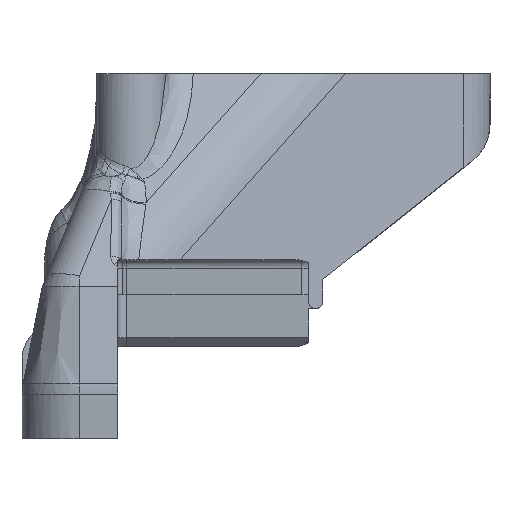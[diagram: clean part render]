
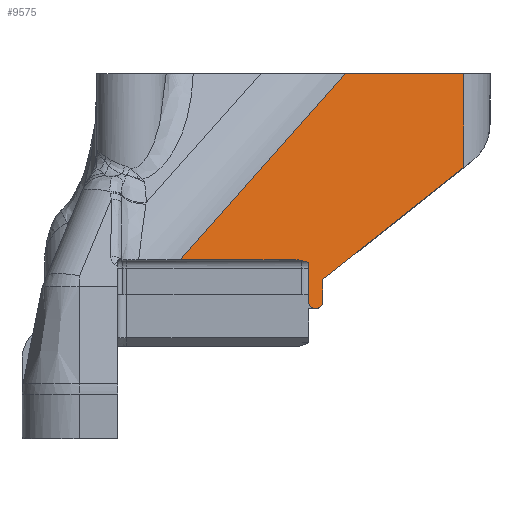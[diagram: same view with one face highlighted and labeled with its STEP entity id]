
A CAD part, left-side view. The second image highlights one B-rep face of the part: STEP entity #9575.
In plain terms, the highlighted planar face has unit normal (-0.851, -0.526, 0).
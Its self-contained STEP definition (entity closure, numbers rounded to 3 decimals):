
#278=B_SPLINE_CURVE_WITH_KNOTS('',3,(#13123,#13124,#13125,#13126),
 .UNSPECIFIED.,.F.,.F.,(4,4),(0.712,0.803),
 .UNSPECIFIED.);
#445=ELLIPSE('',#10114,1.902,1.);
#446=ELLIPSE('',#10115,0.941,0.8);
#574=FACE_OUTER_BOUND('',#1085,.T.);
#1085=EDGE_LOOP('',(#6386,#6387,#6388,#6389,#6390,#6391,#6392,#6393,#6394,
#6395));
#1898=LINE('',#13114,#2956);
#1899=LINE('',#13117,#2957);
#1900=LINE('',#13119,#2958);
#1901=LINE('',#13128,#2959);
#1902=LINE('',#13132,#2960);
#1903=LINE('',#13134,#2961);
#1904=LINE('',#13135,#2962);
#2956=VECTOR('',#10769,10.);
#2957=VECTOR('',#10772,10.);
#2958=VECTOR('',#10773,10.);
#2959=VECTOR('',#10776,10.);
#2960=VECTOR('',#10779,10.);
#2961=VECTOR('',#10780,10.);
#2962=VECTOR('',#10781,10.);
#4014=VERTEX_POINT('',#13098);
#4018=VERTEX_POINT('',#13112);
#4019=VERTEX_POINT('',#13116);
#4020=VERTEX_POINT('',#13118);
#4021=VERTEX_POINT('',#13120);
#4022=VERTEX_POINT('',#13122);
#4023=VERTEX_POINT('',#13127);
#4024=VERTEX_POINT('',#13129);
#4025=VERTEX_POINT('',#13131);
#4026=VERTEX_POINT('',#13133);
#4949=EDGE_CURVE('',#4018,#4014,#1898,.T.);
#4950=EDGE_CURVE('',#4014,#4019,#1899,.T.);
#4951=EDGE_CURVE('',#4020,#4018,#1900,.T.);
#4952=EDGE_CURVE('',#4020,#4021,#445,.F.);
#4953=EDGE_CURVE('',#4021,#4022,#278,.F.);
#4954=EDGE_CURVE('',#4022,#4023,#1901,.T.);
#4955=EDGE_CURVE('',#4024,#4023,#446,.T.);
#4956=EDGE_CURVE('',#4024,#4025,#1902,.T.);
#4957=EDGE_CURVE('',#4025,#4026,#1903,.T.);
#4958=EDGE_CURVE('',#4026,#4019,#1904,.T.);
#6386=ORIENTED_EDGE('',*,*,#4950,.F.);
#6387=ORIENTED_EDGE('',*,*,#4949,.F.);
#6388=ORIENTED_EDGE('',*,*,#4951,.F.);
#6389=ORIENTED_EDGE('',*,*,#4952,.T.);
#6390=ORIENTED_EDGE('',*,*,#4953,.T.);
#6391=ORIENTED_EDGE('',*,*,#4954,.T.);
#6392=ORIENTED_EDGE('',*,*,#4955,.F.);
#6393=ORIENTED_EDGE('',*,*,#4956,.T.);
#6394=ORIENTED_EDGE('',*,*,#4957,.T.);
#6395=ORIENTED_EDGE('',*,*,#4958,.T.);
#9237=PLANE('',#10113);
#9575=ADVANCED_FACE('',(#574),#9237,.T.);
#10113=AXIS2_PLACEMENT_3D('',#13115,#10770,#10771);
#10114=AXIS2_PLACEMENT_3D('',#13121,#10774,#10775);
#10115=AXIS2_PLACEMENT_3D('',#13130,#10777,#10778);
#10769=DIRECTION('',(0.38,-0.614,0.692));
#10770=DIRECTION('center_axis',(-0.851,-0.526,0.));
#10771=DIRECTION('ref_axis',(-0.526,0.851,0.));
#10772=DIRECTION('',(0.526,-0.851,0.));
#10773=DIRECTION('',(-0.526,0.851,0.));
#10774=DIRECTION('center_axis',(-0.851,-0.526,0.));
#10775=DIRECTION('ref_axis',(0.526,-0.851,0.));
#10776=DIRECTION('',(0.,0.,-1.));
#10777=DIRECTION('center_axis',(0.851,0.526,0.));
#10778=DIRECTION('ref_axis',(-0.526,0.851,0.));
#10779=DIRECTION('',(0.,0.,1.));
#10780=DIRECTION('',(0.436,-0.705,0.56));
#10781=DIRECTION('',(0.,0.,1.));
#13098=CARTESIAN_POINT('',(-136.444,64.989,39.6));
#13112=CARTESIAN_POINT('',(-147.971,83.633,18.6));
#13114=CARTESIAN_POINT('',(-133.216,59.768,45.481));
#13115=CARTESIAN_POINT('Origin',(-127.535,50.579,33.6));
#13116=CARTESIAN_POINT('',(-128.174,51.613,39.6));
#13117=CARTESIAN_POINT('',(-98.588,3.761,39.6));
#13118=CARTESIAN_POINT('',(-139.946,70.653,18.6));
#13119=CARTESIAN_POINT('',(-127.465,50.467,18.6));
#13120=CARTESIAN_POINT('',(-139.504,69.938,18.497));
#13121=CARTESIAN_POINT('Origin',(-139.946,70.653,17.6));
#13122=CARTESIAN_POINT('',(-139.009,69.138,18.256));
#13123=CARTESIAN_POINT('Ctrl Pts',(-139.009,69.138,18.256));
#13124=CARTESIAN_POINT('Ctrl Pts',(-139.174,69.404,18.294));
#13125=CARTESIAN_POINT('Ctrl Pts',(-139.347,69.685,18.42));
#13126=CARTESIAN_POINT('Ctrl Pts',(-139.504,69.938,18.497));
#13127=CARTESIAN_POINT('',(-139.009,69.138,13.867));
#13128=CARTESIAN_POINT('',(-139.009,69.138,18.6));
#13129=CARTESIAN_POINT('',(-138.02,67.538,13.867));
#13130=CARTESIAN_POINT('Origin',(-138.515,68.338,13.867));
#13131=CARTESIAN_POINT('',(-138.02,67.538,16.339));
#13132=CARTESIAN_POINT('',(-138.02,67.538,15.067));
#13133=CARTESIAN_POINT('',(-128.174,51.613,29.002));
#13134=CARTESIAN_POINT('',(-134.234,61.414,21.209));
#13135=CARTESIAN_POINT('',(-128.174,51.613,45.6));
